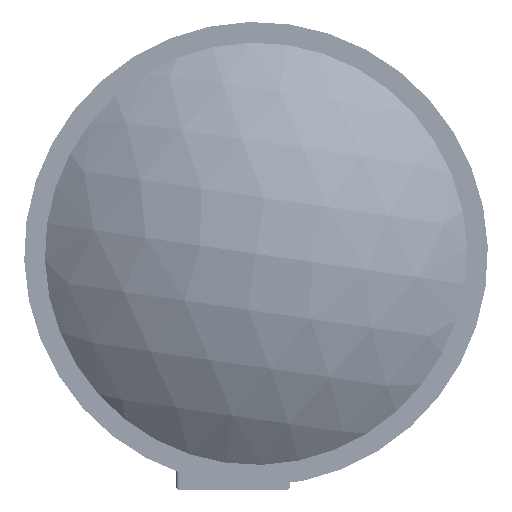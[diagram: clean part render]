
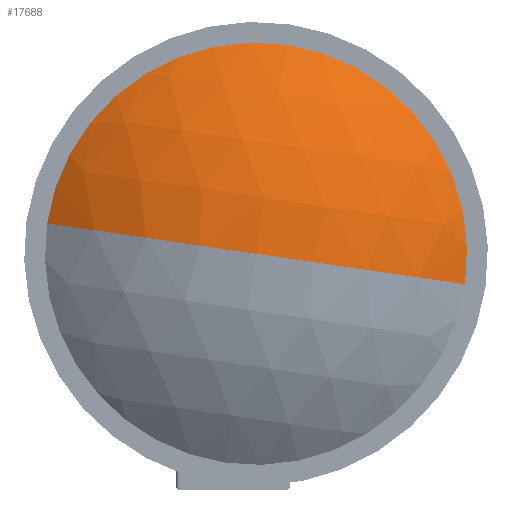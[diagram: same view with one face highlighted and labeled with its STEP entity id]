
A CAD part, left-side view. The second image highlights one B-rep face of the part: STEP entity #17688.
In plain terms, the highlighted spherical face has radius 60.937 mm.
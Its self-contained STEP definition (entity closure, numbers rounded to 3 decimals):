
#1593 = VERTEX_POINT ( 'NONE', #32135 ) ;
#8170 = DIRECTION ( 'NONE',  ( 1., 0., 0. ) ) ;
#9190 = AXIS2_PLACEMENT_3D ( 'NONE', #70999, #114957, #15156 ) ;
#9667 = DIRECTION ( 'NONE',  ( 0., 0.144, -0.99 ) ) ;
#12091 = CIRCLE ( 'NONE', #129046, 60.937 ) ;
#12636 = DIRECTION ( 'NONE',  ( 0., 0.144, -0.99 ) ) ;
#15156 = DIRECTION ( 'NONE',  ( 0., 0.99, 0.144 ) ) ;
#17688 = ADVANCED_FACE ( 'NONE', ( #71411 ), #42142, .T. ) ;
#18884 = EDGE_CURVE ( 'NONE', #61210, #124029, #84992, .T. ) ;
#25595 = AXIS2_PLACEMENT_3D ( 'NONE', #77202, #12636, #66633 ) ;
#32100 = DIRECTION ( 'NONE',  ( 0., -0.144, 0.99 ) ) ;
#32135 = CARTESIAN_POINT ( 'NONE',  ( -89.129, 37.075, 1.58 ) ) ;
#32199 = CARTESIAN_POINT ( 'NONE',  ( -89.129, -37.075, -9.2 ) ) ;
#34904 = ORIENTED_EDGE ( 'NONE', *, *, #140319, .T. ) ;
#42142 = SPHERICAL_SURFACE ( 'NONE', #9190, 60.937 ) ;
#48689 = CIRCLE ( 'NONE', #25595, 60.937 ) ;
#53512 = ORIENTED_EDGE ( 'NONE', *, *, #77836, .F. ) ;
#61210 = VERTEX_POINT ( 'NONE', #96026 ) ;
#63603 = DIRECTION ( 'NONE',  ( 0., 0.144, -0.99 ) ) ;
#64541 = CARTESIAN_POINT ( 'NONE',  ( -89.129, 0., -3.81 ) ) ;
#66633 = DIRECTION ( 'NONE',  ( 0., 0.99, 0.144 ) ) ;
#70999 = CARTESIAN_POINT ( 'NONE',  ( -41.07, 0., -3.81 ) ) ;
#71411 = FACE_OUTER_BOUND ( 'NONE', #103691, .T. ) ;
#72466 = DIRECTION ( 'NONE',  ( 0., -0.99, -0.144 ) ) ;
#73479 = ORIENTED_EDGE ( 'NONE', *, *, #119369, .F. ) ;
#75256 = CARTESIAN_POINT ( 'NONE',  ( -89.129, 0., -3.81 ) ) ;
#77202 = CARTESIAN_POINT ( 'NONE',  ( -41.07, 0., -3.81 ) ) ;
#77836 = EDGE_CURVE ( 'NONE', #142654, #1593, #48689, .T. ) ;
#83543 = CARTESIAN_POINT ( 'NONE',  ( -41.07, 0., -3.81 ) ) ;
#84992 = CIRCLE ( 'NONE', #135143, 37.465 ) ;
#96026 = CARTESIAN_POINT ( 'NONE',  ( -89.129, -5.39, 33.265 ) ) ;
#103691 = EDGE_LOOP ( 'NONE', ( #53512, #34904, #126743, #73479 ) ) ;
#111403 = AXIS2_PLACEMENT_3D ( 'NONE', #64541, #8170, #63603 ) ;
#114957 = DIRECTION ( 'NONE',  ( 0., -0.144, 0.99 ) ) ;
#117440 = CIRCLE ( 'NONE', #111403, 37.465 ) ;
#119369 = EDGE_CURVE ( 'NONE', #1593, #61210, #117440, .T. ) ;
#124029 = VERTEX_POINT ( 'NONE', #32199 ) ;
#125043 = CARTESIAN_POINT ( 'NONE',  ( -102.006, 0., -3.81 ) ) ;
#126743 = ORIENTED_EDGE ( 'NONE', *, *, #18884, .F. ) ;
#129046 = AXIS2_PLACEMENT_3D ( 'NONE', #83543, #32100, #72466 ) ;
#130765 = DIRECTION ( 'NONE',  ( 1., 0., 0. ) ) ;
#135143 = AXIS2_PLACEMENT_3D ( 'NONE', #75256, #130765, #9667 ) ;
#140319 = EDGE_CURVE ( 'NONE', #142654, #124029, #12091, .T. ) ;
#142654 = VERTEX_POINT ( 'NONE', #125043 ) ;
